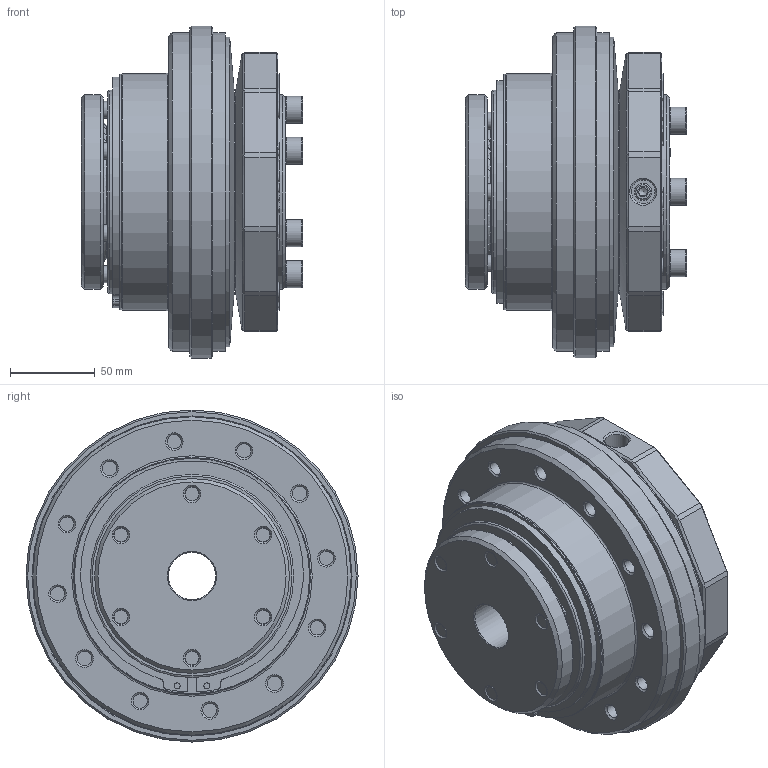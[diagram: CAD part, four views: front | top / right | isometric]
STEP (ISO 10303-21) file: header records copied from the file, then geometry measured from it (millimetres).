
FILE_DESCRIPTION(/* description */ ('Unknown','CAx-IF Rec.Pracs.---Representation and Presentation of Product Manufacturing Information (PMI)---4.0---2014-10-13','CAx-IF Rec.Pracs.---3D Tessellated Geometry---0.4---2014-09-14','2;1'),/* implementation_level */ '2;1');
FILE_NAME(/* name */ 'SKR-K-1100',/* time_stamp */ '2023-03-23T16:49:08+01:00',/* author */ ('Unknown'),/* organization */ ('Unknown'),/* preprocessor_version */ 'ST-DEVELOPER v18.102',/* originating_system */ 'Solid Edge',/* authorisation */ 'Unknown');
FILE_SCHEMA (('AP242_MANAGED_MODEL_BASED_3D_ENGINEERING_MIM_LF { 1 0 10303 442 1 1 4 }'));
Length unit declared in the file: millimetre
Products named in the file (14): SKR - K 1100; 27924308; 20124311_oa_0; KT101807; 20424604; 20424309; kt103854; KT103704; 27124315; 20824310; 20903298-gespannt; 24924312; KT102272; Text SKR - Logo Serie K1100
Assembly tree (19 placements, depth 3):
  SKR - K 1100
    27924308
    20124311_oa_0
    KT101807  x6
    20424604
      20424309
      kt103854
    KT103704
    27124315
    20824310
    20903298-gespannt
    24924312
    KT102272  x2
    Text SKR - Logo Serie K1100
Bounding box: 130.5 x 196 x 196 mm (x, y, z)
Volume: 1885037.9 mm3; surface area: 456567.6 mm2
Topology: 58 solids, 58 shells, 787 faces, 1959 edges, 1297 vertices
Faces by surface type: plane 444, cylinder 139, cone 94, bspline 58, torus 52
Full cylindrical faces by diameter (mm): 3.5 x2, 8.376 x23, 9.225 x2, 10 x14, 10.148 x2, 10.5 x9, 14 x21, 16 x6, 28 x1, 73 x1, 79 x1, 90.232 x1, 92.062 x1, 112 x1, 115 x2, 116 x2, 120 x3, 120.2 x1, 120.5 x1, 125 x2, 139 x1, 140 x1, 145 x2, 150 x1, 188 x2, 189 x2, 196 x1
Entity records: 22935 total; most frequent: CARTESIAN_POINT 7577, ORIENTED_EDGE 2874, DIRECTION 2688, EDGE_CURVE 1437, VERTEX_POINT 1072, AXIS2_PLACEMENT_3D 1072, FACE_BOUND 1051, EDGE_LOOP 1030
